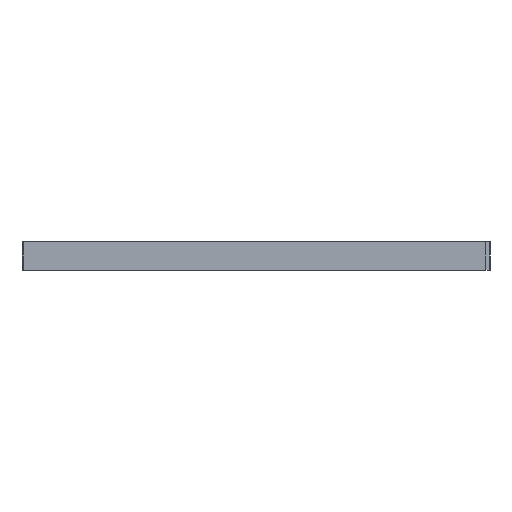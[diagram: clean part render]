
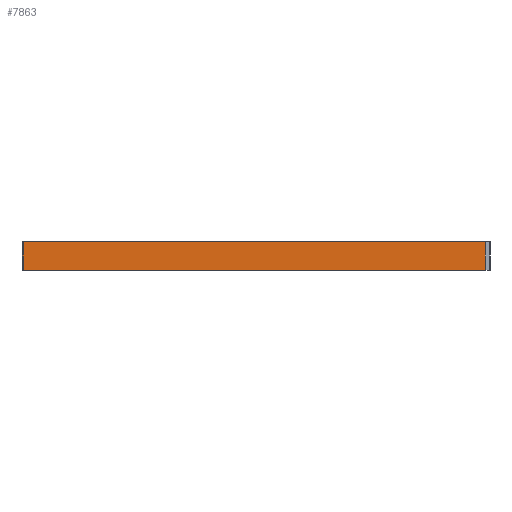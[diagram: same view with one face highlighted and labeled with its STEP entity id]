
A CAD part, left-side view. The second image highlights one B-rep face of the part: STEP entity #7863.
In plain terms, the highlighted planar face has unit normal (-1, 0, 0).
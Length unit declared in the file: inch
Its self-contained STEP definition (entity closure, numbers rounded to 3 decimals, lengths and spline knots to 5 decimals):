
#818=PLANE('',#8522);
#869=FACE_OUTER_BOUND('',#1501,.T.);
#1501=EDGE_LOOP('',(#5622,#5623,#5624,#5625));
#2146=LINE('',#11195,#2527);
#2168=LINE('',#11806,#2549);
#2173=LINE('',#11817,#2554);
#2174=LINE('',#11818,#2555);
#2527=VECTOR('',#9131,0.3937);
#2549=VECTOR('',#9647,0.3937);
#2554=VECTOR('',#9658,0.3937);
#2555=VECTOR('',#9659,0.3937);
#3438=VERTEX_POINT('',#11192);
#3439=VERTEX_POINT('',#11194);
#3710=VERTEX_POINT('',#11802);
#3714=VERTEX_POINT('',#11816);
#4198=EDGE_CURVE('',#3438,#3439,#2146,.T.);
#4472=EDGE_CURVE('',#3439,#3710,#2168,.T.);
#4477=EDGE_CURVE('',#3714,#3438,#2173,.T.);
#4478=EDGE_CURVE('',#3710,#3714,#2174,.T.);
#5622=ORIENTED_EDGE('',*,*,#4472,.F.);
#5623=ORIENTED_EDGE('',*,*,#4198,.F.);
#5624=ORIENTED_EDGE('',*,*,#4477,.F.);
#5625=ORIENTED_EDGE('',*,*,#4478,.F.);
#7863=ADVANCED_FACE('',(#869),#818,.T.);
#8522=AXIS2_PLACEMENT_3D('',#11815,#9656,#9657);
#9131=DIRECTION('',(0.,-1.,0.));
#9647=DIRECTION('',(0.,0.,-1.));
#9656=DIRECTION('center_axis',(-1.,0.,0.));
#9657=DIRECTION('ref_axis',(0.,-1.,0.));
#9658=DIRECTION('',(0.,0.,1.));
#9659=DIRECTION('',(0.,1.,0.));
#11192=CARTESIAN_POINT('',(-15.1744,10.78497,5.7422));
#11194=CARTESIAN_POINT('',(-15.1744,3.04332,5.7422));
#11195=CARTESIAN_POINT('',(-15.1744,2.95704,5.7422));
#11802=CARTESIAN_POINT('',(-15.1744,3.04332,5.2622));
#11806=CARTESIAN_POINT('',(-15.1744,3.04332,5.2622));
#11815=CARTESIAN_POINT('Origin',(-15.1744,10.90704,5.2622));
#11816=CARTESIAN_POINT('',(-15.1744,10.78497,5.2622));
#11817=CARTESIAN_POINT('',(-15.1744,10.78497,5.2622));
#11818=CARTESIAN_POINT('',(-15.1744,2.95704,5.2622));
